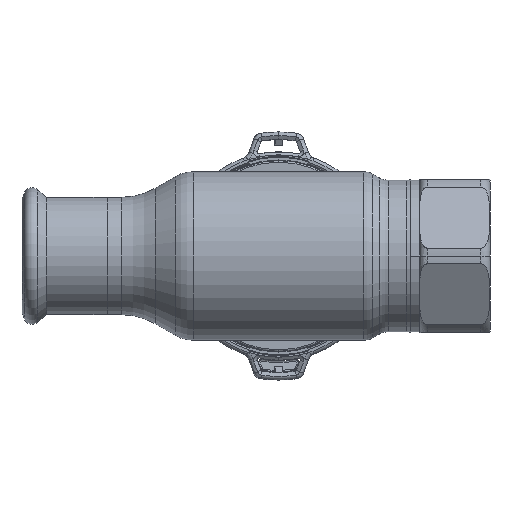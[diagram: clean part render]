
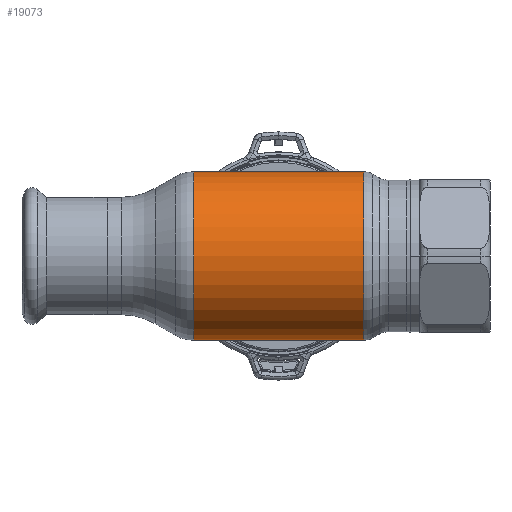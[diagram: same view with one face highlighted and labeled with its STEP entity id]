
A CAD part, front view. The second image highlights one B-rep face of the part: STEP entity #19073.
In plain terms, the highlighted cylindrical face has radius 27.5 mm (diameter 55 mm), a partial arc.
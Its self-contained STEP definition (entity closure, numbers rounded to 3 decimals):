
#261 = VERTEX_POINT ( 'NONE', #35680 ) ;
#283 = LINE ( 'NONE', #12387, #19381 ) ;
#3953 = LINE ( 'NONE', #4136, #35635 ) ;
#4136 = CARTESIAN_POINT ( 'NONE',  ( -62.69, 0., -27.5 ) ) ;
#4619 = CARTESIAN_POINT ( 'NONE',  ( -27.785, 0., 0. ) ) ;
#5534 = AXIS2_PLACEMENT_3D ( 'NONE', #17558, #22981, #35114 ) ;
#10315 = DIRECTION ( 'NONE',  ( -1., 0., 0. ) ) ;
#10634 = EDGE_CURVE ( 'NONE', #19997, #14160, #3953, .T. ) ;
#10747 = ORIENTED_EDGE ( 'NONE', *, *, #10634, .F. ) ;
#11344 = DIRECTION ( 'NONE',  ( 0., 0., 1. ) ) ;
#11625 = CYLINDRICAL_SURFACE ( 'NONE', #5534, 27.5 ) ;
#12013 = DIRECTION ( 'NONE',  ( -1., 0., 0. ) ) ;
#12387 = CARTESIAN_POINT ( 'NONE',  ( -62.69, 0., 27.5 ) ) ;
#14160 = VERTEX_POINT ( 'NONE', #26242 ) ;
#14182 = FACE_OUTER_BOUND ( 'NONE', #25159, .T. ) ;
#17558 = CARTESIAN_POINT ( 'NONE',  ( -62.69, 0., 0. ) ) ;
#17923 = EDGE_CURVE ( 'NONE', #261, #22831, #283, .T. ) ;
#18180 = DIRECTION ( 'NONE',  ( 0., 0., 1. ) ) ;
#19073 = ADVANCED_FACE ( 'NONE', ( #14182 ), #11625, .T. ) ;
#19381 = VECTOR ( 'NONE', #12013, 1000. ) ;
#19433 = EDGE_CURVE ( 'NONE', #14160, #22831, #25003, .T. ) ;
#19997 = VERTEX_POINT ( 'NONE', #31301 ) ;
#22268 = EDGE_CURVE ( 'NONE', #19997, #261, #23967, .T. ) ;
#22602 = CARTESIAN_POINT ( 'NONE',  ( -27.785, 0., 27.5 ) ) ;
#22831 = VERTEX_POINT ( 'NONE', #22602 ) ;
#22981 = DIRECTION ( 'NONE',  ( -1., 0., 0. ) ) ;
#23967 = CIRCLE ( 'NONE', #29080, 27.5 ) ;
#25003 = CIRCLE ( 'NONE', #36445, 27.5 ) ;
#25159 = EDGE_LOOP ( 'NONE', ( #10747, #32386, #37636, #30565 ) ) ;
#26242 = CARTESIAN_POINT ( 'NONE',  ( -27.785, 0., -27.5 ) ) ;
#29080 = AXIS2_PLACEMENT_3D ( 'NONE', #36488, #33536, #18180 ) ;
#30565 = ORIENTED_EDGE ( 'NONE', *, *, #19433, .F. ) ;
#31301 = CARTESIAN_POINT ( 'NONE',  ( 27.785, 0., -27.5 ) ) ;
#32386 = ORIENTED_EDGE ( 'NONE', *, *, #22268, .T. ) ;
#33536 = DIRECTION ( 'NONE',  ( -1., 0., 0. ) ) ;
#35114 = DIRECTION ( 'NONE',  ( 0., 0., 1. ) ) ;
#35208 = DIRECTION ( 'NONE',  ( -1., 0., 0. ) ) ;
#35635 = VECTOR ( 'NONE', #10315, 1000. ) ;
#35680 = CARTESIAN_POINT ( 'NONE',  ( 27.785, 0., 27.5 ) ) ;
#36445 = AXIS2_PLACEMENT_3D ( 'NONE', #4619, #35208, #11344 ) ;
#36488 = CARTESIAN_POINT ( 'NONE',  ( 27.785, 0., 0. ) ) ;
#37636 = ORIENTED_EDGE ( 'NONE', *, *, #17923, .T. ) ;
